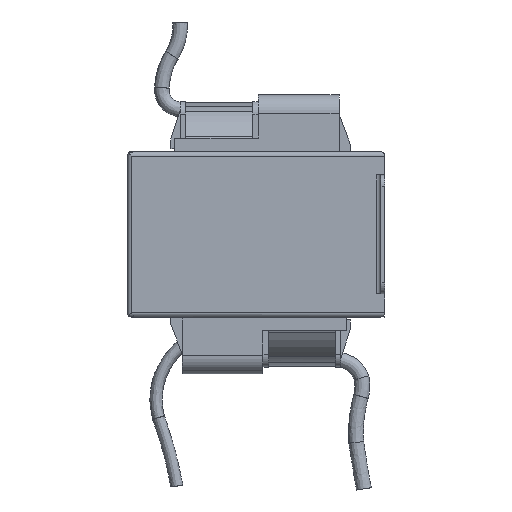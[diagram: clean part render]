
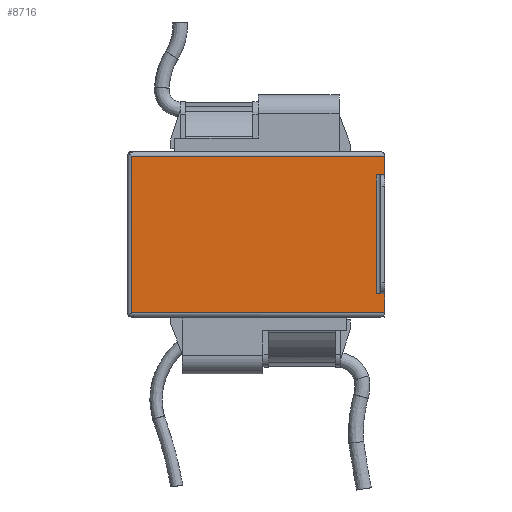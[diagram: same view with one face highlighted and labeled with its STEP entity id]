
A CAD part, left-side view. The second image highlights one B-rep face of the part: STEP entity #8716.
In plain terms, the highlighted planar face has unit normal (-1, 0, 0).
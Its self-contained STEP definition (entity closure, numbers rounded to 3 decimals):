
#870=LINE('',#17527,#1691);
#876=LINE('',#17548,#1697);
#877=LINE('',#17550,#1698);
#878=LINE('',#17552,#1699);
#879=LINE('',#17554,#1700);
#880=LINE('',#17556,#1701);
#881=LINE('',#17558,#1702);
#882=LINE('',#17559,#1703);
#1691=VECTOR('',#11722,10.);
#1697=VECTOR('',#11740,10.);
#1698=VECTOR('',#11741,10.);
#1699=VECTOR('',#11742,10.);
#1700=VECTOR('',#11743,10.);
#1701=VECTOR('',#11744,10.);
#1702=VECTOR('',#11745,10.);
#1703=VECTOR('',#11746,10.);
#2647=FACE_OUTER_BOUND('',#3110,.T.);
#3110=EDGE_LOOP('',(#7590,#7591,#7592,#7593,#7594,#7595,#7596,#7597));
#4200=VERTEX_POINT('',#17521);
#4202=VERTEX_POINT('',#17525);
#4211=VERTEX_POINT('',#17547);
#4212=VERTEX_POINT('',#17549);
#4213=VERTEX_POINT('',#17551);
#4214=VERTEX_POINT('',#17553);
#4215=VERTEX_POINT('',#17555);
#4216=VERTEX_POINT('',#17557);
#5352=EDGE_CURVE('',#4202,#4200,#870,.T.);
#5362=EDGE_CURVE('',#4211,#4200,#876,.T.);
#5363=EDGE_CURVE('',#4202,#4212,#877,.T.);
#5364=EDGE_CURVE('',#4212,#4213,#878,.T.);
#5365=EDGE_CURVE('',#4213,#4214,#879,.T.);
#5366=EDGE_CURVE('',#4215,#4214,#880,.T.);
#5367=EDGE_CURVE('',#4216,#4215,#881,.T.);
#5368=EDGE_CURVE('',#4216,#4211,#882,.T.);
#7590=ORIENTED_EDGE('',*,*,#5362,.T.);
#7591=ORIENTED_EDGE('',*,*,#5352,.F.);
#7592=ORIENTED_EDGE('',*,*,#5363,.T.);
#7593=ORIENTED_EDGE('',*,*,#5364,.T.);
#7594=ORIENTED_EDGE('',*,*,#5365,.T.);
#7595=ORIENTED_EDGE('',*,*,#5366,.F.);
#7596=ORIENTED_EDGE('',*,*,#5367,.F.);
#7597=ORIENTED_EDGE('',*,*,#5368,.T.);
#8293=PLANE('',#9584);
#8716=ADVANCED_FACE('',(#2647),#8293,.T.);
#9584=AXIS2_PLACEMENT_3D('',#17546,#11738,#11739);
#11722=DIRECTION('',(0.,0.,-1.));
#11738=DIRECTION('center_axis',(-1.,0.,0.));
#11739=DIRECTION('ref_axis',(0.,0.,1.));
#11740=DIRECTION('',(0.,1.,0.));
#11741=DIRECTION('',(0.,-1.,0.));
#11742=DIRECTION('',(0.,0.,1.));
#11743=DIRECTION('',(0.,1.,0.));
#11744=DIRECTION('',(0.,0.,1.));
#11745=DIRECTION('',(0.,1.,0.));
#11746=DIRECTION('',(0.,0.,1.));
#17521=CARTESIAN_POINT('',(-24.8,1.34,-9.55));
#17525=CARTESIAN_POINT('',(-24.8,1.34,9.55));
#17527=CARTESIAN_POINT('',(-24.8,1.34,-9.55));
#17546=CARTESIAN_POINT('Origin',(-24.8,0.,-13.3));
#17547=CARTESIAN_POINT('',(-24.8,0.,-9.55));
#17548=CARTESIAN_POINT('',(-24.8,0.,-9.55));
#17549=CARTESIAN_POINT('',(-24.8,0.,9.55));
#17550=CARTESIAN_POINT('',(-24.8,0.,9.55));
#17551=CARTESIAN_POINT('',(-24.8,0.,12.6));
#17552=CARTESIAN_POINT('',(-24.8,0.,-13.3));
#17553=CARTESIAN_POINT('',(-24.8,40.7,12.6));
#17554=CARTESIAN_POINT('',(-24.8,41.4,12.6));
#17555=CARTESIAN_POINT('',(-24.8,40.7,-12.6));
#17556=CARTESIAN_POINT('',(-24.8,40.7,13.3));
#17557=CARTESIAN_POINT('',(-24.8,0.,-12.6));
#17558=CARTESIAN_POINT('',(-24.8,41.4,-12.6));
#17559=CARTESIAN_POINT('',(-24.8,0.,-13.3));
